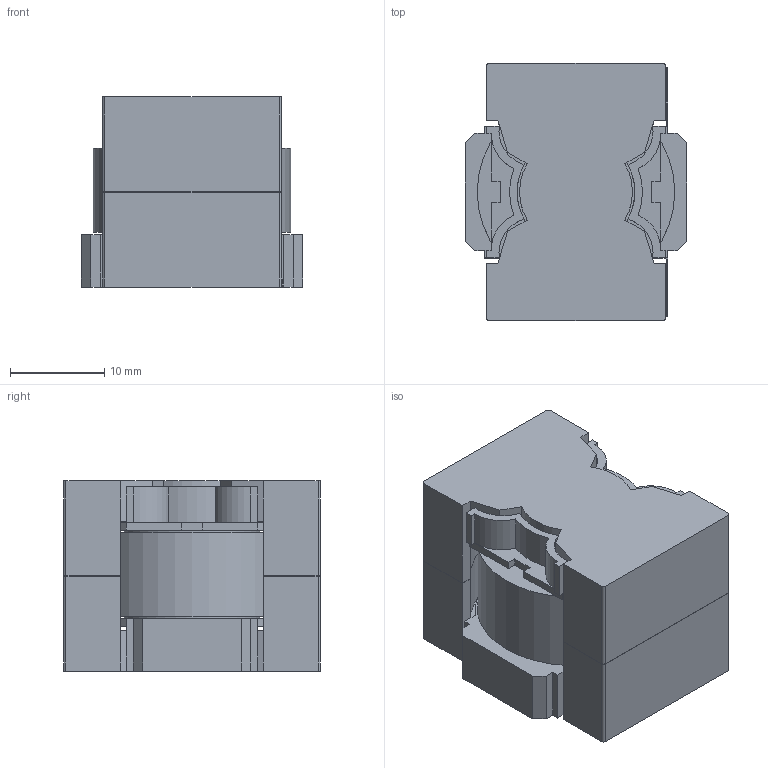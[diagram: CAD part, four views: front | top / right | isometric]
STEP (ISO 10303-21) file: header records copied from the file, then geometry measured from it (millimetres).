
FILE_DESCRIPTION(('FreeCAD Model'),'2;1');
FILE_NAME('Open CASCADE Shape Model','2025-12-18T18:05:21',('Author'),( ''),'Open CASCADE STEP processor 7.7','FreeCAD','Unknown');
FILE_SCHEMA(('AUTOMOTIVE_DESIGN { 1 0 10303 214 1 1 1 1 }'));
Length unit declared in the file: millimetre
Products named in the file (4): Unnamed; Fusion005; Fusion004; Chamfer
Assembly tree (3 placements, depth 2):
  Unnamed
    Fusion005
    Fusion004
    Chamfer
Bounding box: 23.5 x 27.3 x 20.24 mm (x, y, z)
Volume: 9854.9 mm3; surface area: 7734.6 mm2
Topology: 3 solids, 3 shells, 175 faces, 503 edges, 329 vertices
Faces by surface type: plane 121, cylinder 54
Full cylindrical faces by diameter (mm): 12 x1, 12.5 x1, 14.4 x1, 14.9 x1, 21 x1
Entity records: 5823 total; most frequent: CARTESIAN_POINT 1013, ORIENTED_EDGE 1006, DIRECTION 986, EDGE_CURVE 503, LINE 374, VECTOR 374, VERTEX_POINT 329, AXIS2_PLACEMENT_3D 306
